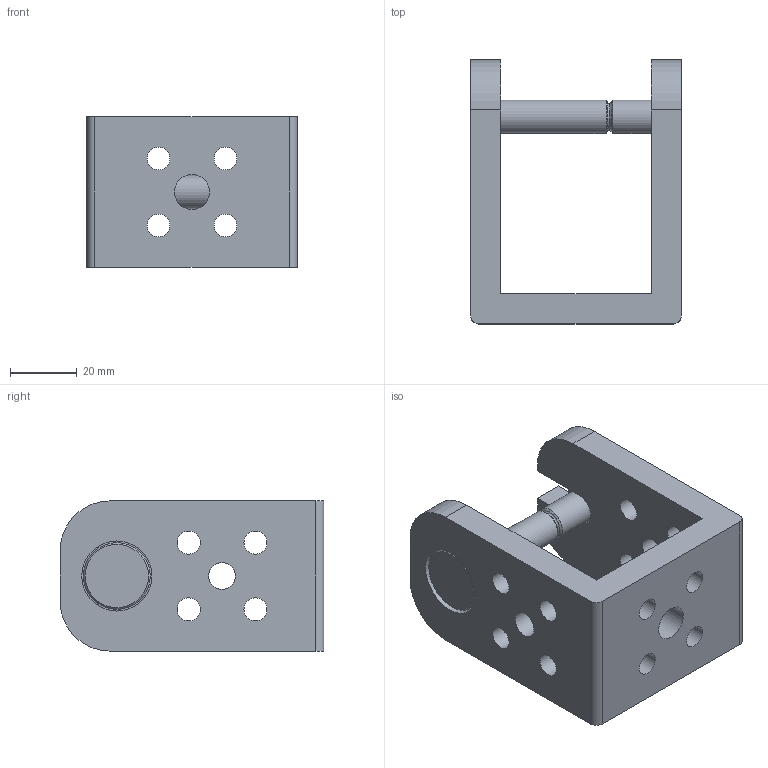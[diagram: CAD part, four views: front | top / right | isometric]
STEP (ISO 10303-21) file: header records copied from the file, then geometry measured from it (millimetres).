
FILE_DESCRIPTION(/* description */ (''),/* implementation_level */ '2;1');
FILE_NAME(/* name */ 'クランプ金具Assy　45角回転用.stp',/* time_stamp */ '2022-08-25T11:20:56+09:00',/* author */ ('sah_deepak'),/* organization */ (''),/* preprocessor_version */ 'ST-DEVELOPER v18.1',/* originating_system */ 'Autodesk Inventor 2021',/* authorisation */ '');
FILE_SCHEMA (('AUTOMOTIVE_DESIGN { 1 0 10303 214 3 1 1 }'));
Length unit declared in the file: millimetre
Products named in the file (4): クランプ金具Assy　45角回転用; クランプ金具; K0014404-特殊ナット試作用; K0014405-特殊ボルト試作用
Assembly tree (3 placements, depth 2):
  クランプ金具Assy　45角回転用
    クランプ金具
    K0014404-特殊ナット試作用
    K0014405-特殊ボルト試作用
Bounding box: 63 x 79 x 45 mm (x, y, z)
Volume: 76698.1 mm3; surface area: 28825.5 mm2
Topology: 3 solids, 3 shells, 81 faces, 192 edges, 120 vertices
Faces by surface type: cylinder 38, plane 33, cone 7, torus 3
Full cylindrical faces by diameter (mm): 6.6 x1, 6.8 x4, 6.9 x8, 8 x3, 10 x3, 10.5 x1, 11 x1, 20 x2, 21 x1
Entity records: 2545 total; most frequent: DIRECTION 451, CARTESIAN_POINT 398, ORIENTED_EDGE 380, EDGE_CURVE 190, AXIS2_PLACEMENT_3D 173, VERTEX_POINT 120, EDGE_LOOP 118, LINE 105
